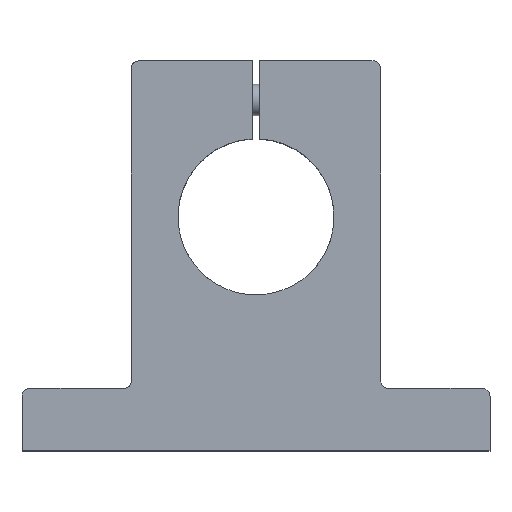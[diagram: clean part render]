
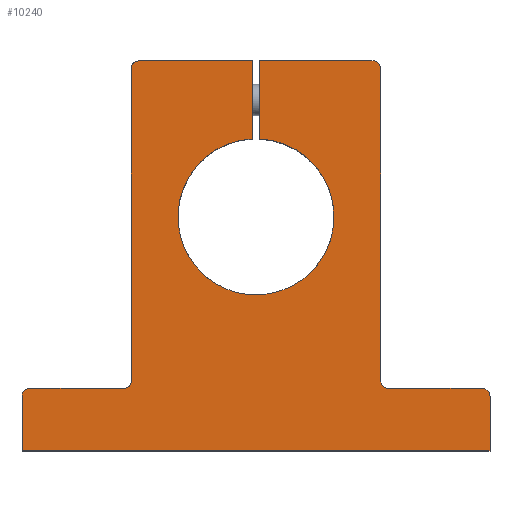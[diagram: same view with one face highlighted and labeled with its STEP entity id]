
A CAD part, top view. The second image highlights one B-rep face of the part: STEP entity #10240.
In plain terms, the highlighted free-form (B-spline) face has degree [1, 1] with [2, 2] control points.
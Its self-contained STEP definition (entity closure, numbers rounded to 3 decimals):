
#2490 = CARTESIAN_POINT ('', (16., 49., 20.));
#2500 = VERTEX_POINT ('', #2490);
#2560 = CARTESIAN_POINT ('', (16., 9., 20.));
#2570 = VERTEX_POINT ('', #2560);
#2580 = CARTESIAN_POINT ('', (16., 49., 20.));
#2590 = CARTESIAN_POINT ('', (16., 9., 20.));
#2600 = B_SPLINE_CURVE_WITH_KNOTS ('', 1, (#2580, #2590), .UNSPECIFIED., .F., .U., (2, 2), (0., 1.), .UNSPECIFIED.);
#2610 = EDGE_CURVE ('', #2500, #2570, #2600, .T.);
#2900 = CARTESIAN_POINT ('', (15., 50., 20.));
#2910 = VERTEX_POINT ('', #2900);
#2970 = CARTESIAN_POINT ('', (15., 50., 20.));
#2980 = CARTESIAN_POINT ('', (15.586, 50., 20.));
#2990 = CARTESIAN_POINT ('', (16., 49.586, 20.));
#3000 = CARTESIAN_POINT ('', (16., 49., 20.));
#3010 = (
   BOUNDED_CURVE ()
   B_SPLINE_CURVE (3, (#2970, #2980, #2990, #3000), .UNSPECIFIED., .F., .U.)
   B_SPLINE_CURVE_WITH_KNOTS ((4, 4), (0., 1.), .UNSPECIFIED.)
   CURVE ()
   GEOMETRIC_REPRESENTATION_ITEM ()
   RATIONAL_B_SPLINE_CURVE ((1., 0.805, 0.805, 1.))
   REPRESENTATION_ITEM ('')
);
#3020 = EDGE_CURVE ('', #2910, #2500, #3010, .T.);
#3240 = CARTESIAN_POINT ('', (0.5, 50., 20.));
#3250 = VERTEX_POINT ('', #3240);
#3310 = CARTESIAN_POINT ('', (0.5, 50., 20.));
#3320 = CARTESIAN_POINT ('', (15., 50., 20.));
#3330 = B_SPLINE_CURVE_WITH_KNOTS ('', 1, (#3310, #3320), .UNSPECIFIED., .F., .U., (2, 2), (0., 1.), .UNSPECIFIED.);
#3340 = EDGE_CURVE ('', #3250, #2910, #3330, .T.);
#3520 = CARTESIAN_POINT ('', (0.5, 39.987, 20.));
#3530 = VERTEX_POINT ('', #3520);
#3590 = CARTESIAN_POINT ('', (0.5, 39.987, 20.));
#3600 = CARTESIAN_POINT ('', (0.5, 50., 20.));
#3610 = B_SPLINE_CURVE_WITH_KNOTS ('', 1, (#3590, #3600), .UNSPECIFIED., .F., .U., (2, 2), (0., 1.), .UNSPECIFIED.);
#3620 = EDGE_CURVE ('', #3530, #3250, #3610, .T.);
#4710 = CARTESIAN_POINT ('', (-0.5, 50., 20.));
#4720 = VERTEX_POINT ('', #4710);
#4780 = CARTESIAN_POINT ('', (-0.5, 39.987, 20.));
#4790 = VERTEX_POINT ('', #4780);
#4800 = CARTESIAN_POINT ('', (-0.5, 50., 20.));
#4810 = CARTESIAN_POINT ('', (-0.5, 39.987, 20.));
#4820 = B_SPLINE_CURVE_WITH_KNOTS ('', 1, (#4800, #4810), .UNSPECIFIED., .F., .U., (2, 2), (0., 1.), .UNSPECIFIED.);
#4830 = EDGE_CURVE ('', #4720, #4790, #4820, .T.);
#5100 = CARTESIAN_POINT ('', (-15., 50., 20.));
#5110 = VERTEX_POINT ('', #5100);
#5170 = CARTESIAN_POINT ('', (-15., 50., 20.));
#5180 = CARTESIAN_POINT ('', (-0.5, 50., 20.));
#5190 = B_SPLINE_CURVE_WITH_KNOTS ('', 1, (#5170, #5180), .UNSPECIFIED., .F., .U., (2, 2), (0., 1.), .UNSPECIFIED.);
#5200 = EDGE_CURVE ('', #5110, #4720, #5190, .T.);
#5400 = CARTESIAN_POINT ('', (-16., 49., 20.));
#5410 = VERTEX_POINT ('', #5400);
#5470 = CARTESIAN_POINT ('', (-16., 49., 20.));
#5480 = CARTESIAN_POINT ('', (-16., 49.586, 20.));
#5490 = CARTESIAN_POINT ('', (-15.586, 50., 20.));
#5500 = CARTESIAN_POINT ('', (-15., 50., 20.));
#5510 = (
   BOUNDED_CURVE ()
   B_SPLINE_CURVE (3, (#5470, #5480, #5490, #5500), .UNSPECIFIED., .F., .U.)
   B_SPLINE_CURVE_WITH_KNOTS ((4, 4), (0., 1.), .UNSPECIFIED.)
   CURVE ()
   GEOMETRIC_REPRESENTATION_ITEM ()
   RATIONAL_B_SPLINE_CURVE ((1., 0.805, 0.805, 1.))
   REPRESENTATION_ITEM ('')
);
#5520 = EDGE_CURVE ('', #5410, #5110, #5510, .T.);
#5810 = CARTESIAN_POINT ('', (-16., 9., 20.));
#5820 = VERTEX_POINT ('', #5810);
#5880 = CARTESIAN_POINT ('', (-16., 49., 20.));
#5890 = CARTESIAN_POINT ('', (-16., 9., 20.));
#5900 = B_SPLINE_CURVE_WITH_KNOTS ('', 1, (#5880, #5890), .UNSPECIFIED., .F., .U., (2, 2), (0., 1.), .UNSPECIFIED.);
#5910 = EDGE_CURVE ('', #5410, #5820, #5900, .T.);
#6400 = CARTESIAN_POINT ('', (-17., 8., 20.));
#6410 = VERTEX_POINT ('', #6400);
#6470 = CARTESIAN_POINT ('', (-17., 8., 20.));
#6480 = CARTESIAN_POINT ('', (-16.414, 8., 20.));
#6490 = CARTESIAN_POINT ('', (-16., 8.414, 20.));
#6500 = CARTESIAN_POINT ('', (-16., 9., 20.));
#6510 = (
   BOUNDED_CURVE ()
   B_SPLINE_CURVE (3, (#6470, #6480, #6490, #6500), .UNSPECIFIED., .F., .U.)
   B_SPLINE_CURVE_WITH_KNOTS ((4, 4), (0., 1.), .UNSPECIFIED.)
   CURVE ()
   GEOMETRIC_REPRESENTATION_ITEM ()
   RATIONAL_B_SPLINE_CURVE ((1., 0.805, 0.805, 1.))
   REPRESENTATION_ITEM ('')
);
#6520 = EDGE_CURVE ('', #6410, #5820, #6510, .T.);
#6740 = CARTESIAN_POINT ('', (-29., 8., 20.));
#6750 = VERTEX_POINT ('', #6740);
#6810 = CARTESIAN_POINT ('', (-17., 8., 20.));
#6820 = CARTESIAN_POINT ('', (-29., 8., 20.));
#6830 = B_SPLINE_CURVE_WITH_KNOTS ('', 1, (#6810, #6820), .UNSPECIFIED., .F., .U., (2, 2), (0., 1.), .UNSPECIFIED.);
#6840 = EDGE_CURVE ('', #6410, #6750, #6830, .T.);
#7680 = CARTESIAN_POINT ('', (30., 0., 20.));
#7690 = VERTEX_POINT ('', #7680);
#7750 = CARTESIAN_POINT ('', (-30., 0., 20.));
#7760 = VERTEX_POINT ('', #7750);
#7770 = CARTESIAN_POINT ('', (30., 0., 20.));
#7780 = CARTESIAN_POINT ('', (-30., 0., 20.));
#7790 = B_SPLINE_CURVE_WITH_KNOTS ('', 1, (#7770, #7780), .UNSPECIFIED., .F., .U., (2, 2), (0., 1.), .UNSPECIFIED.);
#7800 = EDGE_CURVE ('', #7690, #7760, #7790, .T.);
#8970 = CARTESIAN_POINT ('', (17., 8., 20.));
#8980 = VERTEX_POINT ('', #8970);
#9040 = CARTESIAN_POINT ('', (29., 8., 20.));
#9050 = VERTEX_POINT ('', #9040);
#9060 = CARTESIAN_POINT ('', (29., 8., 20.));
#9070 = CARTESIAN_POINT ('', (17., 8., 20.));
#9080 = B_SPLINE_CURVE_WITH_KNOTS ('', 1, (#9060, #9070), .UNSPECIFIED., .F., .U., (2, 2), (0., 1.), .UNSPECIFIED.);
#9090 = EDGE_CURVE ('', #9050, #8980, #9080, .T.);
#9370 = CARTESIAN_POINT ('', (16., 9., 20.));
#9380 = CARTESIAN_POINT ('', (16., 8.414, 20.));
#9390 = CARTESIAN_POINT ('', (16.414, 8., 20.));
#9400 = CARTESIAN_POINT ('', (17., 8., 20.));
#9410 = (
   BOUNDED_CURVE ()
   B_SPLINE_CURVE (3, (#9370, #9380, #9390, #9400), .UNSPECIFIED., .F., .U.)
   B_SPLINE_CURVE_WITH_KNOTS ((4, 4), (0., 1.), .UNSPECIFIED.)
   CURVE ()
   GEOMETRIC_REPRESENTATION_ITEM ()
   RATIONAL_B_SPLINE_CURVE ((1., 0.805, 0.805, 1.))
   REPRESENTATION_ITEM ('')
);
#9420 = EDGE_CURVE ('', #2570, #8980, #9410, .T.);
#9570 = ORIENTED_EDGE ('', *, *, #6840, .T.);
#9580 = CARTESIAN_POINT ('', (-30., 7., 20.));
#9590 = VERTEX_POINT ('', #9580);
#9600 = CARTESIAN_POINT ('', (-30., 7., 20.));
#9610 = CARTESIAN_POINT ('', (-30., 7.586, 20.));
#9620 = CARTESIAN_POINT ('', (-29.586, 8., 20.));
#9630 = CARTESIAN_POINT ('', (-29., 8., 20.));
#9640 = (
   BOUNDED_CURVE ()
   B_SPLINE_CURVE (3, (#9600, #9610, #9620, #9630), .UNSPECIFIED., .F., .U.)
   B_SPLINE_CURVE_WITH_KNOTS ((4, 4), (0., 1.), .UNSPECIFIED.)
   CURVE ()
   GEOMETRIC_REPRESENTATION_ITEM ()
   RATIONAL_B_SPLINE_CURVE ((1., 0.805, 0.805, 1.))
   REPRESENTATION_ITEM ('')
);
#9650 = EDGE_CURVE ('', #9590, #6750, #9640, .T.);
#9660 = ORIENTED_EDGE ('', *, *, #9650, .F.);
#9670 = CARTESIAN_POINT ('', (-30., 7., 20.));
#9680 = CARTESIAN_POINT ('', (-30., 0., 20.));
#9690 = B_SPLINE_CURVE_WITH_KNOTS ('', 1, (#9670, #9680), .UNSPECIFIED., .F., .U., (2, 2), (0., 1.), .UNSPECIFIED.);
#9700 = EDGE_CURVE ('', #9590, #7760, #9690, .T.);
#9710 = ORIENTED_EDGE ('', *, *, #9700, .T.);
#9720 = ORIENTED_EDGE ('', *, *, #7800, .F.);
#9730 = CARTESIAN_POINT ('', (30., 7., 20.));
#9740 = VERTEX_POINT ('', #9730);
#9750 = CARTESIAN_POINT ('', (30., 7., 20.));
#9760 = CARTESIAN_POINT ('', (30., 0., 20.));
#9770 = B_SPLINE_CURVE_WITH_KNOTS ('', 1, (#9750, #9760), .UNSPECIFIED., .F., .U., (2, 2), (0., 1.), .UNSPECIFIED.);
#9780 = EDGE_CURVE ('', #9740, #7690, #9770, .T.);
#9790 = ORIENTED_EDGE ('', *, *, #9780, .F.);
#9800 = CARTESIAN_POINT ('', (29., 8., 20.));
#9810 = CARTESIAN_POINT ('', (29.586, 8., 20.));
#9820 = CARTESIAN_POINT ('', (30., 7.586, 20.));
#9830 = CARTESIAN_POINT ('', (30., 7., 20.));
#9840 = (
   BOUNDED_CURVE ()
   B_SPLINE_CURVE (3, (#9800, #9810, #9820, #9830), .UNSPECIFIED., .F., .U.)
   B_SPLINE_CURVE_WITH_KNOTS ((4, 4), (0., 1.), .UNSPECIFIED.)
   CURVE ()
   GEOMETRIC_REPRESENTATION_ITEM ()
   RATIONAL_B_SPLINE_CURVE ((1., 0.805, 0.805, 1.))
   REPRESENTATION_ITEM ('')
);
#9850 = EDGE_CURVE ('', #9050, #9740, #9840, .T.);
#9860 = ORIENTED_EDGE ('', *, *, #9850, .F.);
#9870 = ORIENTED_EDGE ('', *, *, #9090, .T.);
#9880 = ORIENTED_EDGE ('', *, *, #9420, .F.);
#9890 = ORIENTED_EDGE ('', *, *, #2610, .F.);
#9900 = ORIENTED_EDGE ('', *, *, #3020, .F.);
#9910 = ORIENTED_EDGE ('', *, *, #3340, .F.);
#9920 = ORIENTED_EDGE ('', *, *, #3620, .F.);
#9930 = CARTESIAN_POINT ('', (-0.5, 20.013, 20.));
#9940 = VERTEX_POINT ('', #9930);
#9950 = CARTESIAN_POINT ('', (-0.5, 20.013, 20.));
#9960 = CARTESIAN_POINT ('', (-0.332, 20.004, 20.));
#9970 = CARTESIAN_POINT ('', (-0.165, 20., 20.));
#9980 = CARTESIAN_POINT ('', (0., 20., 20.));
#9990 = CARTESIAN_POINT ('', (19.041, 20., 20.));
#10000 = CARTESIAN_POINT ('', (19.518, 39.035, 20.));
#10010 = CARTESIAN_POINT ('', (0.5, 39.987, 20.));
#10020 = (
   BOUNDED_CURVE ()
   B_SPLINE_CURVE (3, (#9950, #9960, #9970, #9980, #9990, #10000, #10010), .UNSPECIFIED., .F., .U.)
   B_SPLINE_CURVE_WITH_KNOTS ((4, 3, 4), (0., 0.024, 1.), .UNSPECIFIED.)
   CURVE ()
   GEOMETRIC_REPRESENTATION_ITEM ()
   RATIONAL_B_SPLINE_CURVE ((0.954, 0.969, 0.984, 1., 0.35, 0.35, 1.))
   REPRESENTATION_ITEM ('')
);
#10030 = EDGE_CURVE ('', #9940, #3530, #10020, .T.);
#10040 = ORIENTED_EDGE ('', *, *, #10030, .F.);
#10050 = CARTESIAN_POINT ('', (-0.5, 39.987, 20.));
#10060 = CARTESIAN_POINT ('', (-18.248, 39.099, 20.));
#10070 = CARTESIAN_POINT ('', (-19.032, 20.94, 20.));
#10080 = CARTESIAN_POINT ('', (-0.5, 20.013, 20.));
#10090 = (
   BOUNDED_CURVE ()
   B_SPLINE_CURVE (3, (#10050, #10060, #10070, #10080), .UNSPECIFIED., .F., .U.)
   B_SPLINE_CURVE_WITH_KNOTS ((4, 4), (0., 1.), .UNSPECIFIED.)
   CURVE ()
   GEOMETRIC_REPRESENTATION_ITEM ()
   RATIONAL_B_SPLINE_CURVE ((1., 0.366, 0.35, 0.954))
   REPRESENTATION_ITEM ('')
);
#10100 = EDGE_CURVE ('', #4790, #9940, #10090, .T.);
#10110 = ORIENTED_EDGE ('', *, *, #10100, .F.);
#10120 = ORIENTED_EDGE ('', *, *, #4830, .F.);
#10130 = ORIENTED_EDGE ('', *, *, #5200, .F.);
#10140 = ORIENTED_EDGE ('', *, *, #5520, .F.);
#10150 = ORIENTED_EDGE ('', *, *, #5910, .T.);
#10160 = ORIENTED_EDGE ('', *, *, #6520, .F.);
#10170 = EDGE_LOOP ('', (#9570, #9660, #9710, #9720, #9790, #9860, #9870, #9880, #9890, #9900, #9910, #9920, #10040, #10110, #10120, #10130, #10140, #10150, #10160));
#10180 = FACE_OUTER_BOUND ('', #10170, .T.);
#10190 = CARTESIAN_POINT ('', (-30., 0., 20.));
#10200 = CARTESIAN_POINT ('', (-30., 50., 20.));
#10210 = CARTESIAN_POINT ('', (30., 0., 20.));
#10220 = CARTESIAN_POINT ('', (30., 50., 20.));
#10230 = B_SPLINE_SURFACE_WITH_KNOTS ('', 1, 1, ((#10190, #10200), (#10210, #10220)), .UNSPECIFIED., .F., .F., .U., (2, 2), (2, 2), (0., 1.), (0., 1.), .UNSPECIFIED.);
#10240 = ADVANCED_FACE ('', (#10180), #10230, .T.);
